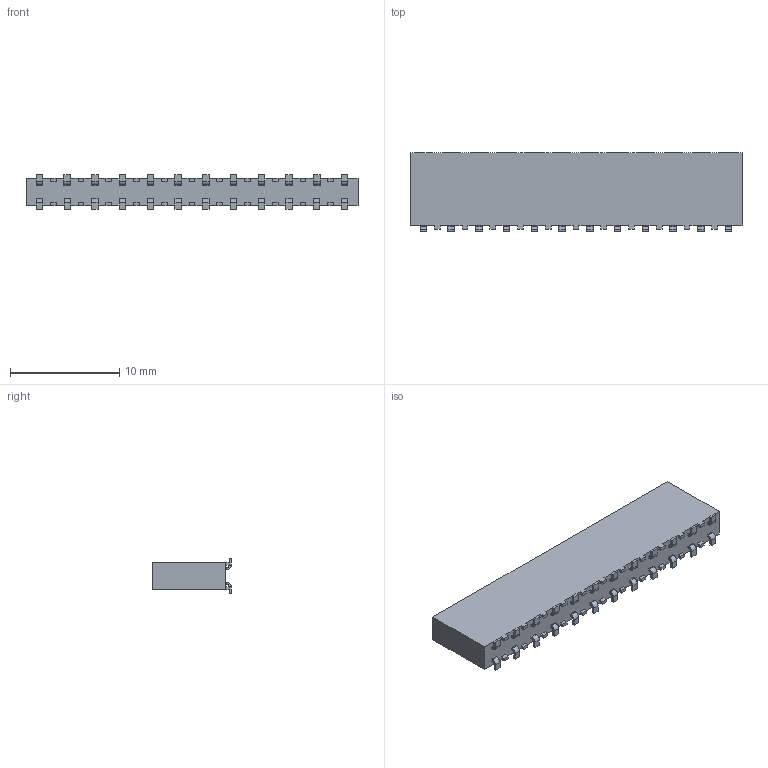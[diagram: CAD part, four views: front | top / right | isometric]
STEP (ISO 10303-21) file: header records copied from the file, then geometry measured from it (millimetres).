
FILE_DESCRIPTION((''),'2;1');
FILE_NAME('91601-Y12_SW0001','2009-09-30T',('sspandia'),('FCI - ELX Division'),'PRO/ENGINEER BY PARAMETRIC TECHNOLOGY CORPORATION, 2008010','PRO/ENGINEER BY PARAMETRIC TECHNOLOGY CORPORATION, 2008010','');
FILE_SCHEMA(('CONFIG_CONTROL_DESIGN'));
Length unit declared in the file: millimetre
Products named in the file (1): 91601-Y12_SW0001
Bounding box: 30.4 x 7.2 x 3.19 mm (x, y, z)
Volume: 513.8 mm3; surface area: 666.1 mm2
Topology: 1 solids, 1 shells, 514 faces, 1188 edges, 712 vertices
Faces by surface type: plane 466, cylinder 48
Entity records: 14066 total; most frequent: CARTESIAN_POINT 2414, ORIENTED_EDGE 2376, DIRECTION 2312, EDGE_CURVE 1188, VECTOR 1092, LINE 1092, VERTEX_POINT 712, AXIS2_PLACEMENT_3D 610
